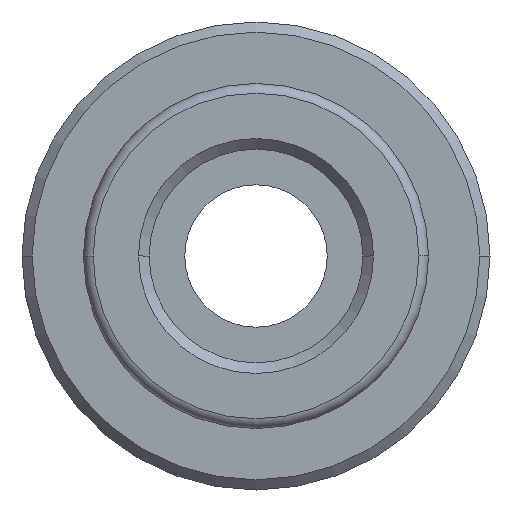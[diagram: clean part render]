
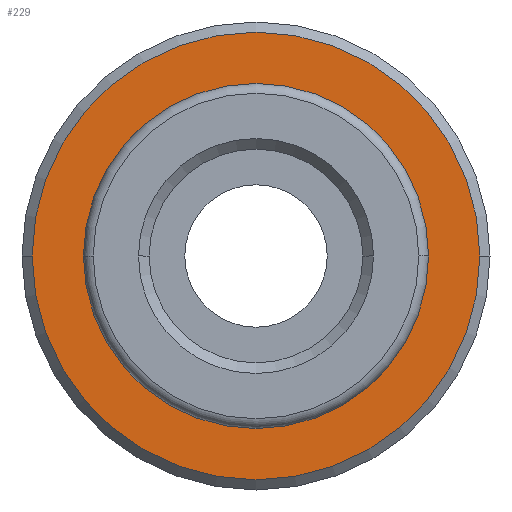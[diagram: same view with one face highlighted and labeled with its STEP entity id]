
A CAD part, front view. The second image highlights one B-rep face of the part: STEP entity #229.
In plain terms, the highlighted planar face has unit normal (0, -1, 0).
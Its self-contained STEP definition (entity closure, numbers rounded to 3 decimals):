
#229=ADVANCED_FACE('',(#483,#484),#485,.T.);
#483=FACE_OUTER_BOUND('',#754,.T.);
#484=FACE_BOUND('',#755,.T.);
#485=PLANE('',#756);
#754=EDGE_LOOP('',(#1318,#1319));
#755=EDGE_LOOP('',(#1320,#1321));
#756=AXIS2_PLACEMENT_3D('',#1322,#1323,#1324);
#1318=ORIENTED_EDGE('',*,*,#1736,.F.);
#1319=ORIENTED_EDGE('',*,*,#1737,.F.);
#1320=ORIENTED_EDGE('',*,*,#1723,.T.);
#1321=ORIENTED_EDGE('',*,*,#1738,.T.);
#1322=CARTESIAN_POINT('',(9.5,4.0,0.0));
#1323=DIRECTION('',(0.,-1.0,0.0));
#1324=DIRECTION('',(-1.0,0.,-0.0));
#1723=EDGE_CURVE('',#2074,#2076,#2078,.T.);
#1736=EDGE_CURVE('',#2091,#2092,#2093,.T.);
#1737=EDGE_CURVE('',#2092,#2091,#2094,.T.);
#1738=EDGE_CURVE('',#2076,#2074,#2095,.T.);
#2074=VERTEX_POINT('',#2701);
#2076=VERTEX_POINT('',#2704);
#2078=CIRCLE('',#2707,8.0);
#2091=VERTEX_POINT('',#2731);
#2092=VERTEX_POINT('',#2732);
#2093=CIRCLE('',#2733,11.0);
#2094=CIRCLE('',#2734,11.0);
#2095=CIRCLE('',#2735,8.0);
#2701=CARTESIAN_POINT('',(8.0,4.0,0.0));
#2704=CARTESIAN_POINT('',(-8.0,4.0,0.));
#2707=AXIS2_PLACEMENT_3D('',#3102,#3103,#3104);
#2731=CARTESIAN_POINT('',(11.0,4.0,0.0));
#2732=CARTESIAN_POINT('',(-11.0,4.0,0.));
#2733=AXIS2_PLACEMENT_3D('',#3117,#3118,#3119);
#2734=AXIS2_PLACEMENT_3D('',#3120,#3121,#3122);
#2735=AXIS2_PLACEMENT_3D('',#3123,#3124,#3125);
#3102=CARTESIAN_POINT('',(0.0,4.0,0.0));
#3103=DIRECTION('',(-0.0,1.0,0.0));
#3104=DIRECTION('',(1.0,0.0,0.0));
#3117=CARTESIAN_POINT('',(0.0,4.0,0.0));
#3118=DIRECTION('',(-0.0,1.0,0.0));
#3119=DIRECTION('',(1.0,0.0,0.0));
#3120=CARTESIAN_POINT('',(0.0,4.0,0.0));
#3121=DIRECTION('',(-0.0,1.0,0.0));
#3122=DIRECTION('',(1.0,0.0,0.0));
#3123=CARTESIAN_POINT('',(0.0,4.0,0.0));
#3124=DIRECTION('',(-0.0,1.0,0.0));
#3125=DIRECTION('',(1.0,0.0,0.0));
